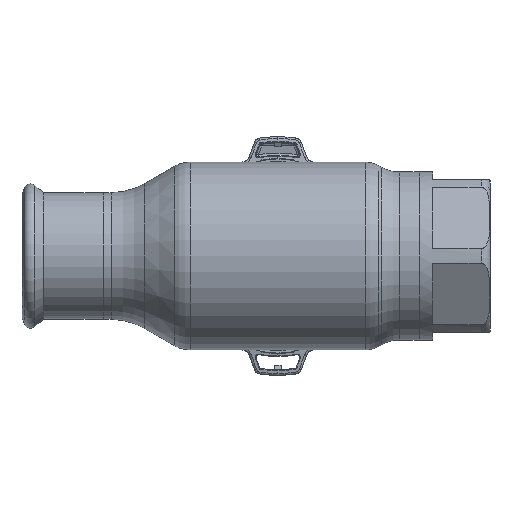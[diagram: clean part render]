
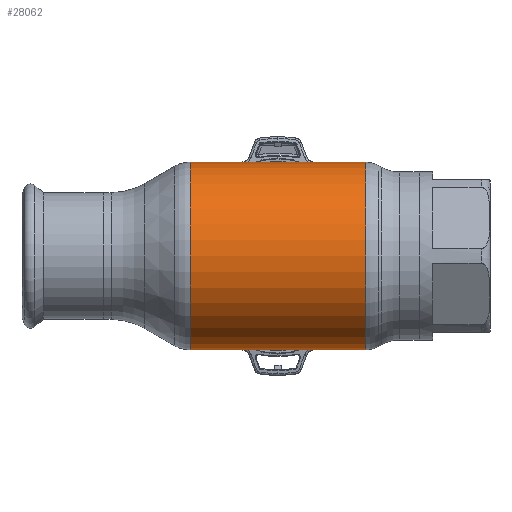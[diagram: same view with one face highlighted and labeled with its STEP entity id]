
A CAD part, front view. The second image highlights one B-rep face of the part: STEP entity #28062.
In plain terms, the highlighted cylindrical face has radius 42.5 mm (diameter 85 mm), a partial arc.
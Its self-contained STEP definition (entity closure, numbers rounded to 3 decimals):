
#586 = CARTESIAN_POINT ( 'NONE',  ( -39.749, 0., 0. ) ) ;
#4508 = CIRCLE ( 'NONE', #19213, 42.5 ) ;
#5273 = VECTOR ( 'NONE', #28033, 1000. ) ;
#5552 = VERTEX_POINT ( 'NONE', #5958 ) ;
#5958 = CARTESIAN_POINT ( 'NONE',  ( -39.749, 0., 42.5 ) ) ;
#6527 = EDGE_CURVE ( 'NONE', #15936, #5552, #9669, .T. ) ;
#7945 = VERTEX_POINT ( 'NONE', #29990 ) ;
#8493 = ORIENTED_EDGE ( 'NONE', *, *, #17861, .T. ) ;
#9669 = LINE ( 'NONE', #14625, #5273 ) ;
#11005 = CARTESIAN_POINT ( 'NONE',  ( -39.749, 0., -42.5 ) ) ;
#11006 = DIRECTION ( 'NONE',  ( 0., 0., 1. ) ) ;
#11160 = CYLINDRICAL_SURFACE ( 'NONE', #23874, 42.5 ) ;
#11186 = DIRECTION ( 'NONE',  ( 0., 0., 1. ) ) ;
#12907 = LINE ( 'NONE', #23275, #28815 ) ;
#14625 = CARTESIAN_POINT ( 'NONE',  ( -62.69, 0., 42.5 ) ) ;
#15936 = VERTEX_POINT ( 'NONE', #20974 ) ;
#16265 = EDGE_CURVE ( 'NONE', #33131, #5552, #4508, .T. ) ;
#17854 = ORIENTED_EDGE ( 'NONE', *, *, #16265, .F. ) ;
#17861 = EDGE_CURVE ( 'NONE', #7945, #15936, #31271, .T. ) ;
#18715 = DIRECTION ( 'NONE',  ( -1., 0., 0. ) ) ;
#19024 = DIRECTION ( 'NONE',  ( 0., 0., 1. ) ) ;
#19190 = FACE_OUTER_BOUND ( 'NONE', #33436, .T. ) ;
#19213 = AXIS2_PLACEMENT_3D ( 'NONE', #586, #32104, #11006 ) ;
#20974 = CARTESIAN_POINT ( 'NONE',  ( 39.749, 0., 42.5 ) ) ;
#22442 = ORIENTED_EDGE ( 'NONE', *, *, #6527, .T. ) ;
#23275 = CARTESIAN_POINT ( 'NONE',  ( -62.69, 0., -42.5 ) ) ;
#23789 = EDGE_CURVE ( 'NONE', #7945, #33131, #12907, .T. ) ;
#23874 = AXIS2_PLACEMENT_3D ( 'NONE', #31918, #26982, #19024 ) ;
#25989 = DIRECTION ( 'NONE',  ( -1., 0., 0. ) ) ;
#26454 = ORIENTED_EDGE ( 'NONE', *, *, #23789, .F. ) ;
#26982 = DIRECTION ( 'NONE',  ( -1., 0., 0. ) ) ;
#28033 = DIRECTION ( 'NONE',  ( -1., 0., 0. ) ) ;
#28062 = ADVANCED_FACE ( 'NONE', ( #19190 ), #11160, .T. ) ;
#28815 = VECTOR ( 'NONE', #25989, 1000. ) ;
#29224 = CARTESIAN_POINT ( 'NONE',  ( 39.749, 0., 0. ) ) ;
#29990 = CARTESIAN_POINT ( 'NONE',  ( 39.749, 0., -42.5 ) ) ;
#30719 = AXIS2_PLACEMENT_3D ( 'NONE', #29224, #18715, #11186 ) ;
#31271 = CIRCLE ( 'NONE', #30719, 42.5 ) ;
#31918 = CARTESIAN_POINT ( 'NONE',  ( -62.69, 0., 0. ) ) ;
#32104 = DIRECTION ( 'NONE',  ( -1., 0., 0. ) ) ;
#33131 = VERTEX_POINT ( 'NONE', #11005 ) ;
#33436 = EDGE_LOOP ( 'NONE', ( #26454, #8493, #22442, #17854 ) ) ;
